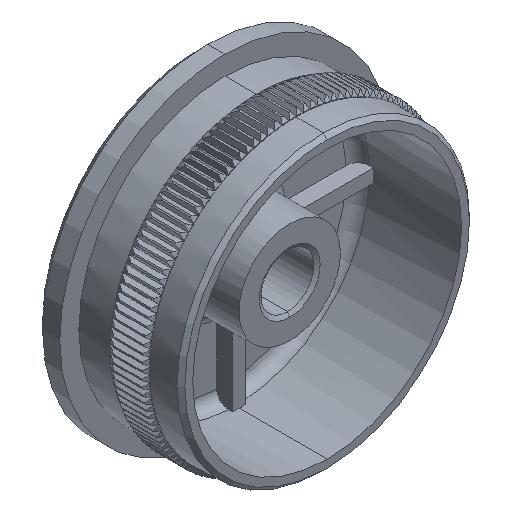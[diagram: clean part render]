
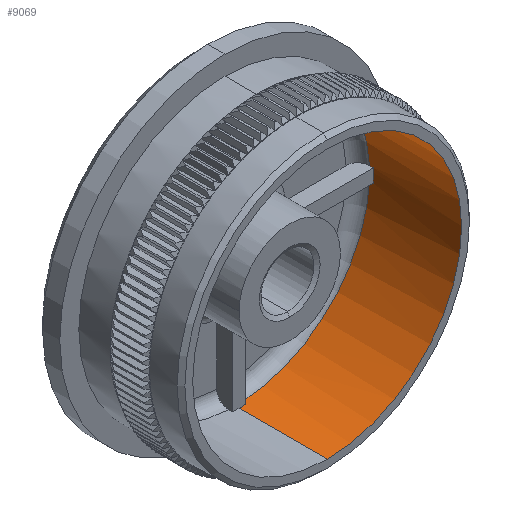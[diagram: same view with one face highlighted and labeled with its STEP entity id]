
A CAD part, isometric view. The second image highlights one B-rep face of the part: STEP entity #9069.
In plain terms, the highlighted cylindrical face has radius 17.25 mm (diameter 34.5 mm), a partial arc.
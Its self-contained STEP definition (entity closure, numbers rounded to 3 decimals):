
#159 = VERTEX_POINT ( 'NONE', #41989 ) ;
#771 = EDGE_CURVE ( 'NONE', #27131, #159, #18726, .T. ) ;
#1403 = DIRECTION ( 'NONE',  ( 0., 1., 0. ) ) ;
#1772 = DIRECTION ( 'NONE',  ( 0., -1., 0. ) ) ;
#1896 = DIRECTION ( 'NONE',  ( 0., 1., 0. ) ) ;
#1935 = CIRCLE ( 'NONE', #11647, 17.25 ) ;
#2108 = VERTEX_POINT ( 'NONE', #25146 ) ;
#2155 = VERTEX_POINT ( 'NONE', #32968 ) ;
#2199 = EDGE_LOOP ( 'NONE', ( #25515, #34237, #13351, #34376, #44022, #8870, #15931, #36642, #7029, #42940, #24593, #28462 ) ) ;
#2303 = CIRCLE ( 'NONE', #36669, 17.25 ) ;
#2935 = VERTEX_POINT ( 'NONE', #40492 ) ;
#3382 = VERTEX_POINT ( 'NONE', #12948 ) ;
#3570 = AXIS2_PLACEMENT_3D ( 'NONE', #41525, #41219, #37411 ) ;
#3611 = DIRECTION ( 'NONE',  ( 0., 1., 0. ) ) ;
#4160 = CYLINDRICAL_SURFACE ( 'NONE', #45019, 17.25 ) ;
#5277 = DIRECTION ( 'NONE',  ( 0., 0., -1. ) ) ;
#6502 = LINE ( 'NONE', #23777, #7574 ) ;
#7029 = ORIENTED_EDGE ( 'NONE', *, *, #32712, .F. ) ;
#7370 = DIRECTION ( 'NONE',  ( 0., -1., 0. ) ) ;
#7574 = VECTOR ( 'NONE', #37997, 1000. ) ;
#8192 = EDGE_CURVE ( 'NONE', #38328, #2108, #15194, .T. ) ;
#8682 = LINE ( 'NONE', #22471, #45049 ) ;
#8870 = ORIENTED_EDGE ( 'NONE', *, *, #28293, .F. ) ;
#9069 = ADVANCED_FACE ( 'NONE', ( #36748 ), #4160, .F. ) ;
#11030 = VECTOR ( 'NONE', #7370, 1000. ) ;
#11634 = CIRCLE ( 'NONE', #3570, 17.25 ) ;
#11647 = AXIS2_PLACEMENT_3D ( 'NONE', #15880, #1896, #5277 ) ;
#12077 = VERTEX_POINT ( 'NONE', #13734 ) ;
#12860 = DIRECTION ( 'NONE',  ( 0., -1., 0. ) ) ;
#12948 = CARTESIAN_POINT ( 'NONE',  ( 17.229, 11.8, -0.85 ) ) ;
#13303 = VECTOR ( 'NONE', #3611, 1000. ) ;
#13351 = ORIENTED_EDGE ( 'NONE', *, *, #28492, .T. ) ;
#13709 = AXIS2_PLACEMENT_3D ( 'NONE', #26900, #19749, #37541 ) ;
#13734 = CARTESIAN_POINT ( 'NONE',  ( 17.229, 11.3, 0.85 ) ) ;
#13812 = VECTOR ( 'NONE', #36665, 1000. ) ;
#14955 = LINE ( 'NONE', #25006, #13303 ) ;
#15194 = CIRCLE ( 'NONE', #13709, 17.25 ) ;
#15880 = CARTESIAN_POINT ( 'NONE',  ( 0., 11.8, 0. ) ) ;
#15931 = ORIENTED_EDGE ( 'NONE', *, *, #34489, .T. ) ;
#16183 = EDGE_CURVE ( 'NONE', #12077, #21774, #28139, .T. ) ;
#16736 = CARTESIAN_POINT ( 'NONE',  ( 0.85, 11.3, 17.229 ) ) ;
#17617 = CARTESIAN_POINT ( 'NONE',  ( 0.85, 11.8, -17.229 ) ) ;
#18099 = CARTESIAN_POINT ( 'NONE',  ( 0., 13.3, 17.25 ) ) ;
#18726 = LINE ( 'NONE', #18099, #11030 ) ;
#19068 = EDGE_CURVE ( 'NONE', #2935, #159, #22398, .T. ) ;
#19484 = DIRECTION ( 'NONE',  ( 0., 0., -1. ) ) ;
#19749 = DIRECTION ( 'NONE',  ( 0., -1., 0. ) ) ;
#20476 = EDGE_CURVE ( 'NONE', #3382, #29390, #1935, .T. ) ;
#21450 = CARTESIAN_POINT ( 'NONE',  ( 0., 11.3, 17.25 ) ) ;
#21774 = VERTEX_POINT ( 'NONE', #39435 ) ;
#21833 = LINE ( 'NONE', #44290, #23498 ) ;
#22398 = CIRCLE ( 'NONE', #41446, 17.25 ) ;
#22471 = CARTESIAN_POINT ( 'NONE',  ( 0.85, 11.3, -17.229 ) ) ;
#22835 = DIRECTION ( 'NONE',  ( 0., 0., -1. ) ) ;
#22937 = DIRECTION ( 'NONE',  ( 0., 0., -1. ) ) ;
#23498 = VECTOR ( 'NONE', #12860, 1000. ) ;
#23510 = DIRECTION ( 'NONE',  ( 0., -1., 0. ) ) ;
#23777 = CARTESIAN_POINT ( 'NONE',  ( 17.229, 11.3, -0.85 ) ) ;
#23957 = EDGE_CURVE ( 'NONE', #2155, #21774, #42290, .T. ) ;
#24101 = DIRECTION ( 'NONE',  ( 1., 0., 0. ) ) ;
#24593 = ORIENTED_EDGE ( 'NONE', *, *, #35307, .T. ) ;
#25006 = CARTESIAN_POINT ( 'NONE',  ( 0.85, 11.3, 17.229 ) ) ;
#25146 = CARTESIAN_POINT ( 'NONE',  ( 0.85, 11.3, -17.229 ) ) ;
#25515 = ORIENTED_EDGE ( 'NONE', *, *, #771, .F. ) ;
#26480 = CARTESIAN_POINT ( 'NONE',  ( 0., 13.3, 0. ) ) ;
#26900 = CARTESIAN_POINT ( 'NONE',  ( 0., 11.3, 0. ) ) ;
#27131 = VERTEX_POINT ( 'NONE', #21450 ) ;
#28139 = LINE ( 'NONE', #37273, #13812 ) ;
#28293 = EDGE_CURVE ( 'NONE', #41875, #12077, #11634, .T. ) ;
#28347 = EDGE_CURVE ( 'NONE', #43021, #27131, #2303, .T. ) ;
#28462 = ORIENTED_EDGE ( 'NONE', *, *, #19068, .T. ) ;
#28492 = EDGE_CURVE ( 'NONE', #43021, #2155, #14955, .T. ) ;
#29390 = VERTEX_POINT ( 'NONE', #17617 ) ;
#31295 = AXIS2_PLACEMENT_3D ( 'NONE', #40541, #36870, #22937 ) ;
#32712 = EDGE_CURVE ( 'NONE', #2108, #29390, #8682, .T. ) ;
#32968 = CARTESIAN_POINT ( 'NONE',  ( 0.85, 11.8, 17.229 ) ) ;
#34237 = ORIENTED_EDGE ( 'NONE', *, *, #28347, .F. ) ;
#34376 = ORIENTED_EDGE ( 'NONE', *, *, #23957, .T. ) ;
#34489 = EDGE_CURVE ( 'NONE', #41875, #3382, #6502, .T. ) ;
#34796 = DIRECTION ( 'NONE',  ( 0., -1., 0. ) ) ;
#34945 = CARTESIAN_POINT ( 'NONE',  ( 0., 11.3, 0. ) ) ;
#35307 = EDGE_CURVE ( 'NONE', #38328, #2935, #21833, .T. ) ;
#35963 = CARTESIAN_POINT ( 'NONE',  ( 0., 11.3, -17.25 ) ) ;
#36642 = ORIENTED_EDGE ( 'NONE', *, *, #20476, .T. ) ;
#36665 = DIRECTION ( 'NONE',  ( 0., 1., 0. ) ) ;
#36669 = AXIS2_PLACEMENT_3D ( 'NONE', #34945, #34796, #24101 ) ;
#36748 = FACE_OUTER_BOUND ( 'NONE', #2199, .T. ) ;
#36870 = DIRECTION ( 'NONE',  ( 0., 1., 0. ) ) ;
#37273 = CARTESIAN_POINT ( 'NONE',  ( 17.229, 11.3, 0.85 ) ) ;
#37411 = DIRECTION ( 'NONE',  ( 1., 0., 0. ) ) ;
#37541 = DIRECTION ( 'NONE',  ( 1., 0., 0. ) ) ;
#37997 = DIRECTION ( 'NONE',  ( 0., 1., 0. ) ) ;
#38328 = VERTEX_POINT ( 'NONE', #35963 ) ;
#39435 = CARTESIAN_POINT ( 'NONE',  ( 17.229, 11.8, 0.85 ) ) ;
#40492 = CARTESIAN_POINT ( 'NONE',  ( 0., 0., -17.25 ) ) ;
#40541 = CARTESIAN_POINT ( 'NONE',  ( 0., 11.8, 0. ) ) ;
#41219 = DIRECTION ( 'NONE',  ( 0., -1., 0. ) ) ;
#41446 = AXIS2_PLACEMENT_3D ( 'NONE', #43979, #1772, #22835 ) ;
#41525 = CARTESIAN_POINT ( 'NONE',  ( 0., 11.3, 0. ) ) ;
#41875 = VERTEX_POINT ( 'NONE', #42313 ) ;
#41989 = CARTESIAN_POINT ( 'NONE',  ( 0., 0., 17.25 ) ) ;
#42290 = CIRCLE ( 'NONE', #31295, 17.25 ) ;
#42313 = CARTESIAN_POINT ( 'NONE',  ( 17.229, 11.3, -0.85 ) ) ;
#42940 = ORIENTED_EDGE ( 'NONE', *, *, #8192, .F. ) ;
#43021 = VERTEX_POINT ( 'NONE', #16736 ) ;
#43979 = CARTESIAN_POINT ( 'NONE',  ( 0., 0., 0. ) ) ;
#44022 = ORIENTED_EDGE ( 'NONE', *, *, #16183, .F. ) ;
#44290 = CARTESIAN_POINT ( 'NONE',  ( 0., 13.3, -17.25 ) ) ;
#45019 = AXIS2_PLACEMENT_3D ( 'NONE', #26480, #23510, #19484 ) ;
#45049 = VECTOR ( 'NONE', #1403, 1000. ) ;
